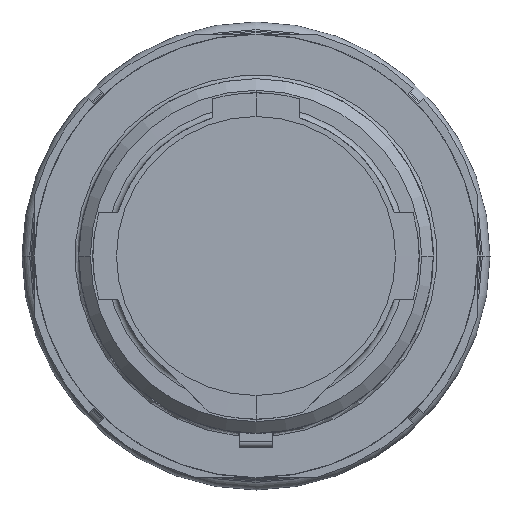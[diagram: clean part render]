
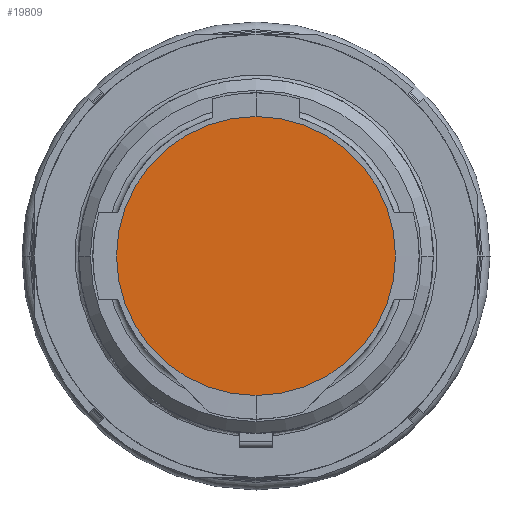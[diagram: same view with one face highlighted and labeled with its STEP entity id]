
A CAD part, front view. The second image highlights one B-rep face of the part: STEP entity #19809.
In plain terms, the highlighted planar face has unit normal (0, -1, 0).
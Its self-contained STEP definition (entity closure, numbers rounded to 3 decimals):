
#1608=CARTESIAN_POINT('',(0.,0.,0.));
#1609=DIRECTION('',(0.,-1.,0.));
#1610=DIRECTION('',(-1.,0.,0.));
#1611=AXIS2_PLACEMENT_3D('',#1608,#1609,#1610);
#1616=CARTESIAN_POINT('',(0.,0.,0.));
#1617=DIRECTION('',(0.,1.,0.));
#1618=DIRECTION('',(-1.,0.,0.));
#1619=AXIS2_PLACEMENT_3D('',#1616,#1617,#1618);
#16762=CARTESIAN_POINT('',(-11.8,0.,0.));
#16763=CARTESIAN_POINT('',(11.8,0.,0.));
#16764=VERTEX_POINT('',#16762);
#16765=VERTEX_POINT('',#16763);
#19800=CARTESIAN_POINT('',(0.,0.,0.));
#19801=DIRECTION('',(0.,-1.,0.));
#19802=DIRECTION('',(-1.,0.,0.));
#19803=AXIS2_PLACEMENT_3D('',#19800,#19801,#19802);
#19804=PLANE('',#19803);
#19805=ORIENTED_EDGE('',*,*,#19749,.F.);
#19806=ORIENTED_EDGE('',*,*,#19794,.T.);
#19807=EDGE_LOOP('',(#19805,#19806));
#19808=FACE_OUTER_BOUND('',#19807,.F.);
#19809=ADVANCED_FACE('',(#19808),#19804,.T.);
#1612=CIRCLE('',#1611,11.8);
#1620=CIRCLE('',#1619,11.8);
#19749=EDGE_CURVE('',#16764,#16765,#1612,.T.);
#19794=EDGE_CURVE('',#16764,#16765,#1620,.T.);
